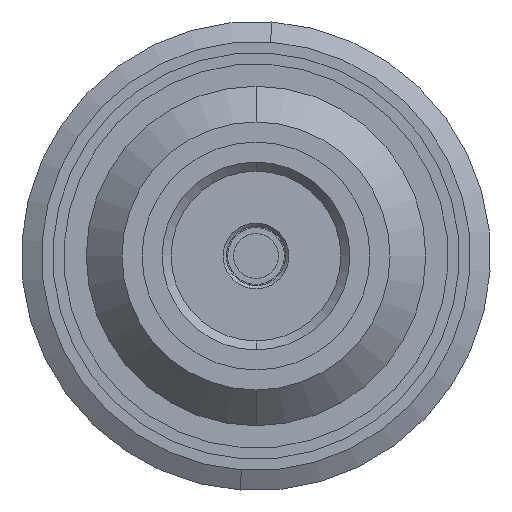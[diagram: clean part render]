
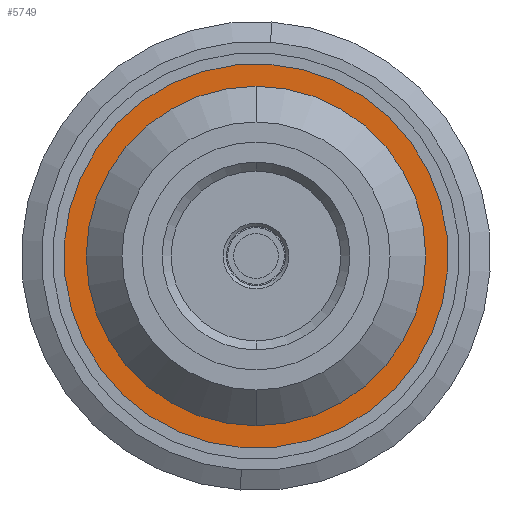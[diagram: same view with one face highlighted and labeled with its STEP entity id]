
A CAD part, left-side view. The second image highlights one B-rep face of the part: STEP entity #5749.
In plain terms, the highlighted planar face has unit normal (-1, 0, 0).
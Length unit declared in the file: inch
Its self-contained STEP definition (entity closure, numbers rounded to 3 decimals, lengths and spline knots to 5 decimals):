
#17 = CIRCLE ( 'NONE', #5535, 0.16929 ) ;
#41 = DIRECTION ( 'NONE',  ( 1., 0., 0. ) ) ;
#276 = CARTESIAN_POINT ( 'NONE',  ( 0.30709, -0.01145, 0.1689 ) ) ;
#701 = DIRECTION ( 'NONE',  ( 0., 0., 1. ) ) ;
#920 = CIRCLE ( 'NONE', #3396, 0.14961 ) ;
#1003 = EDGE_CURVE ( 'NONE', #4783, #1589, #17, .T. ) ;
#1028 = EDGE_LOOP ( 'NONE', ( #3209, #5425 ) ) ;
#1029 = EDGE_CURVE ( 'NONE', #7348, #6994, #5297, .T. ) ;
#1270 = FACE_OUTER_BOUND ( 'NONE', #1028, .T. ) ;
#1475 = ORIENTED_EDGE ( 'NONE', *, *, #1029, .F. ) ;
#1589 = VERTEX_POINT ( 'NONE', #4483 ) ;
#1805 = DIRECTION ( 'NONE',  ( 0., 0., 1. ) ) ;
#1862 = DIRECTION ( 'NONE',  ( 0., 0., 1. ) ) ;
#3209 = ORIENTED_EDGE ( 'NONE', *, *, #1003, .F. ) ;
#3396 = AXIS2_PLACEMENT_3D ( 'NONE', #7126, #3742, #3790 ) ;
#3435 = CARTESIAN_POINT ( 'NONE',  ( 0.30709, 0., 0. ) ) ;
#3742 = DIRECTION ( 'NONE',  ( -1., 0., 0. ) ) ;
#3790 = DIRECTION ( 'NONE',  ( 0., 0., 1. ) ) ;
#3821 = DIRECTION ( 'NONE',  ( -1., 0., 0. ) ) ;
#3830 = CARTESIAN_POINT ( 'NONE',  ( 0.30709, 0., -0.14961 ) ) ;
#4036 = DIRECTION ( 'NONE',  ( -1., 0., 0. ) ) ;
#4294 = ORIENTED_EDGE ( 'NONE', *, *, #4324, .F. ) ;
#4324 = EDGE_CURVE ( 'NONE', #6994, #7348, #920, .T. ) ;
#4438 = DIRECTION ( 'NONE',  ( 0., 0., 1. ) ) ;
#4483 = CARTESIAN_POINT ( 'NONE',  ( 0.30709, 0.01145, -0.1689 ) ) ;
#4587 = CARTESIAN_POINT ( 'NONE',  ( 0.30709, 0., 0. ) ) ;
#4684 = CARTESIAN_POINT ( 'NONE',  ( 0.30709, -0.16339, 0. ) ) ;
#4783 = VERTEX_POINT ( 'NONE', #276 ) ;
#5086 = EDGE_CURVE ( 'NONE', #1589, #4783, #5930, .T. ) ;
#5240 = PLANE ( 'NONE',  #5919 ) ;
#5297 = CIRCLE ( 'NONE', #5925, 0.14961 ) ;
#5362 = DIRECTION ( 'NONE',  ( 1., 0., 0. ) ) ;
#5425 = ORIENTED_EDGE ( 'NONE', *, *, #5086, .F. ) ;
#5535 = AXIS2_PLACEMENT_3D ( 'NONE', #3435, #5362, #1862 ) ;
#5749 = ADVANCED_FACE ( 'NONE', ( #6530, #1270 ), #5240, .T. ) ;
#5851 = CARTESIAN_POINT ( 'NONE',  ( 0.30709, 0., 0.14961 ) ) ;
#5919 = AXIS2_PLACEMENT_3D ( 'NONE', #4684, #4036, #701 ) ;
#5925 = AXIS2_PLACEMENT_3D ( 'NONE', #6706, #3821, #4438 ) ;
#5930 = CIRCLE ( 'NONE', #6305, 0.16929 ) ;
#6305 = AXIS2_PLACEMENT_3D ( 'NONE', #4587, #41, #1805 ) ;
#6530 = FACE_BOUND ( 'NONE', #6619, .T. ) ;
#6619 = EDGE_LOOP ( 'NONE', ( #4294, #1475 ) ) ;
#6706 = CARTESIAN_POINT ( 'NONE',  ( 0.30709, 0., 0. ) ) ;
#6994 = VERTEX_POINT ( 'NONE', #5851 ) ;
#7126 = CARTESIAN_POINT ( 'NONE',  ( 0.30709, 0., 0. ) ) ;
#7348 = VERTEX_POINT ( 'NONE', #3830 ) ;
